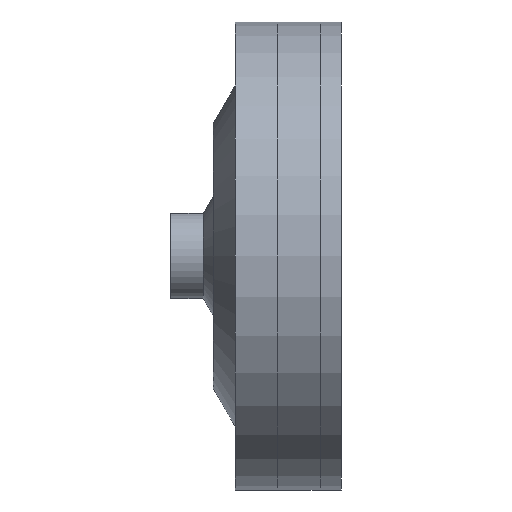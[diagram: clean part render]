
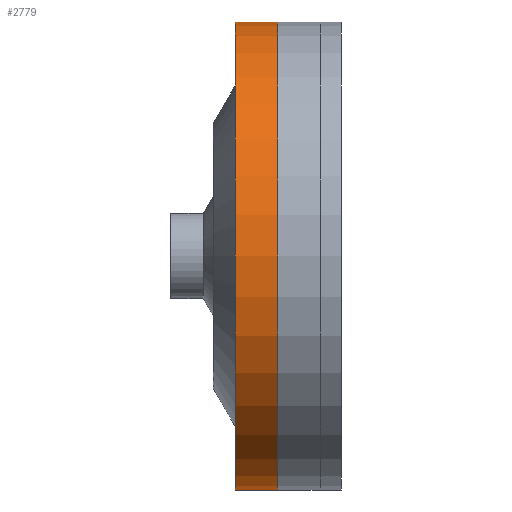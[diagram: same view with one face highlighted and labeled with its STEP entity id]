
A CAD part, left-side view. The second image highlights one B-rep face of the part: STEP entity #2779.
In plain terms, the highlighted cylindrical face has radius 69.85 mm (diameter 139.7 mm), a partial arc.
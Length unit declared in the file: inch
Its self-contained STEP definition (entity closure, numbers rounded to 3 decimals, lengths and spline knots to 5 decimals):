
#486 = CARTESIAN_POINT ( 'NONE',  ( 0., 0.5, -2.75 ) ) ;
#1391 = LINE ( 'NONE', #12633, #6889 ) ;
#1465 = VERTEX_POINT ( 'NONE', #11479 ) ;
#2526 = LINE ( 'NONE', #9350, #12239 ) ;
#2731 = VERTEX_POINT ( 'NONE', #8687 ) ;
#2779 = ADVANCED_FACE ( 'NONE', ( #3234 ), #8904, .T. ) ;
#3075 = EDGE_CURVE ( 'NONE', #10165, #2731, #6749, .T. ) ;
#3095 = DIRECTION ( 'NONE',  ( 0., 0., -1. ) ) ;
#3234 = FACE_OUTER_BOUND ( 'NONE', #6796, .T. ) ;
#3315 = DIRECTION ( 'NONE',  ( 0., -1., 0. ) ) ;
#3551 = CARTESIAN_POINT ( 'NONE',  ( 0., 0.5, 0. ) ) ;
#6749 = CIRCLE ( 'NONE', #11665, 2.75 ) ;
#6782 = CARTESIAN_POINT ( 'NONE',  ( 0., 0., 2.75 ) ) ;
#6796 = EDGE_LOOP ( 'NONE', ( #13059, #8980, #9183, #12168 ) ) ;
#6889 = VECTOR ( 'NONE', #12774, 39.37008 ) ;
#8052 = DIRECTION ( 'NONE',  ( 0., -1., 0. ) ) ;
#8687 = CARTESIAN_POINT ( 'NONE',  ( 0., 0.5, 2.75 ) ) ;
#8743 = EDGE_CURVE ( 'NONE', #2731, #11788, #2526, .T. ) ;
#8904 = CYLINDRICAL_SURFACE ( 'NONE', #10024, 2.75 ) ;
#8980 = ORIENTED_EDGE ( 'NONE', *, *, #3075, .F. ) ;
#9183 = ORIENTED_EDGE ( 'NONE', *, *, #11165, .T. ) ;
#9350 = CARTESIAN_POINT ( 'NONE',  ( 0., 0.5, 2.75 ) ) ;
#9745 = DIRECTION ( 'NONE',  ( 0., 1., 0. ) ) ;
#9961 = CARTESIAN_POINT ( 'NONE',  ( 0., 0., 0. ) ) ;
#10024 = AXIS2_PLACEMENT_3D ( 'NONE', #13393, #3315, #3095 ) ;
#10096 = DIRECTION ( 'NONE',  ( 0., 0., 1. ) ) ;
#10165 = VERTEX_POINT ( 'NONE', #486 ) ;
#10235 = DIRECTION ( 'NONE',  ( 0., 1., 0. ) ) ;
#10274 = EDGE_CURVE ( 'NONE', #1465, #11788, #11314, .T. ) ;
#11165 = EDGE_CURVE ( 'NONE', #10165, #1465, #1391, .T. ) ;
#11314 = CIRCLE ( 'NONE', #13897, 2.75 ) ;
#11479 = CARTESIAN_POINT ( 'NONE',  ( 0., 0., -2.75 ) ) ;
#11665 = AXIS2_PLACEMENT_3D ( 'NONE', #3551, #10235, #10096 ) ;
#11788 = VERTEX_POINT ( 'NONE', #6782 ) ;
#12168 = ORIENTED_EDGE ( 'NONE', *, *, #10274, .T. ) ;
#12239 = VECTOR ( 'NONE', #8052, 39.37008 ) ;
#12633 = CARTESIAN_POINT ( 'NONE',  ( 0., 0.5, -2.75 ) ) ;
#12774 = DIRECTION ( 'NONE',  ( 0., -1., 0. ) ) ;
#13059 = ORIENTED_EDGE ( 'NONE', *, *, #8743, .F. ) ;
#13393 = CARTESIAN_POINT ( 'NONE',  ( 0., 0.5, 0. ) ) ;
#13897 = AXIS2_PLACEMENT_3D ( 'NONE', #9961, #9745, #14458 ) ;
#14458 = DIRECTION ( 'NONE',  ( 0., 0., 1. ) ) ;
